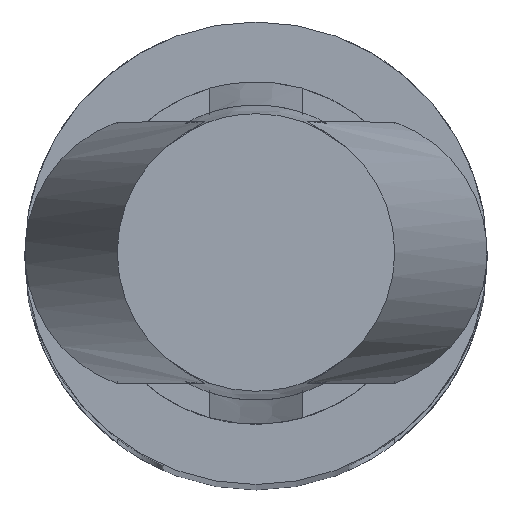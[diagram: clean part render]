
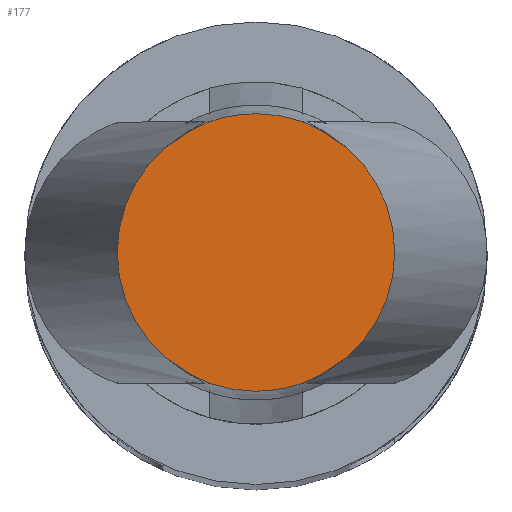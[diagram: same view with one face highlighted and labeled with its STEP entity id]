
A CAD part, top view. The second image highlights one B-rep face of the part: STEP entity #177.
In plain terms, the highlighted planar face has unit normal (0, 0, 1).
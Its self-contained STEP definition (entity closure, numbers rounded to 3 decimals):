
#177 = ADVANCED_FACE( '', ( #386 ), #387, .T. );
#386 = FACE_OUTER_BOUND( '', #665, .T. );
#387 = PLANE( '', #666 );
#665 = EDGE_LOOP( '', ( #1194, #1195, #1196, #1197, #1198, #1199, #1200, #1201 ) );
#666 = AXIS2_PLACEMENT_3D( '', #1202, #1203, #1204 );
#1194 = ORIENTED_EDGE( '', *, *, #1669, .F. );
#1195 = ORIENTED_EDGE( '', *, *, #1670, .T. );
#1196 = ORIENTED_EDGE( '', *, *, #1671, .F. );
#1197 = ORIENTED_EDGE( '', *, *, #1519, .F. );
#1198 = ORIENTED_EDGE( '', *, *, #1596, .F. );
#1199 = ORIENTED_EDGE( '', *, *, #1595, .T. );
#1200 = ORIENTED_EDGE( '', *, *, #1594, .F. );
#1201 = ORIENTED_EDGE( '', *, *, #1497, .T. );
#1202 = CARTESIAN_POINT( '', ( 0., 0., 21.9 ) );
#1203 = DIRECTION( '', ( 0., 0., 1. ) );
#1204 = DIRECTION( '', ( 1., 0., 0. ) );
#1497 = EDGE_CURVE( '', #1769, #1767, #1770, .F. );
#1519 = EDGE_CURVE( '', #1808, #1810, #1811, .T. );
#1594 = EDGE_CURVE( '', #1769, #1938, #1939, .T. );
#1595 = EDGE_CURVE( '', #1940, #1938, #1941, .T. );
#1596 = EDGE_CURVE( '', #1940, #1808, #1942, .T. );
#1669 = EDGE_CURVE( '', #2043, #1767, #2044, .T. );
#1670 = EDGE_CURVE( '', #2043, #2045, #2046, .T. );
#1671 = EDGE_CURVE( '', #1810, #2045, #2047, .T. );
#1767 = VERTEX_POINT( '', #2159 );
#1769 = VERTEX_POINT( '', #2167 );
#1770 = CIRCLE( '', #2168, 1.5 );
#1808 = VERTEX_POINT( '', #2233 );
#1810 = VERTEX_POINT( '', #2241 );
#1811 = CIRCLE( '', #2242, 1.5 );
#1938 = VERTEX_POINT( '', #2440 );
#1939 = CIRCLE( '', #2441, 1.5 );
#1940 = VERTEX_POINT( '', #2442 );
#1941 = B_SPLINE_CURVE_WITH_KNOTS( '', 2, ( #2443, #2444, #2445, #2446, #2447 ), .UNSPECIFIED., .F., .F., ( 3, 2, 3 ), ( 0., 0.5, 1. ), .UNSPECIFIED. );
#1942 = CIRCLE( '', #2448, 1.5 );
#2043 = VERTEX_POINT( '', #2629 );
#2044 = CIRCLE( '', #2630, 1.5 );
#2045 = VERTEX_POINT( '', #2631 );
#2046 = B_SPLINE_CURVE_WITH_KNOTS( '', 2, ( #2632, #2633, #2634, #2635, #2636 ), .UNSPECIFIED., .F., .F., ( 3, 2, 3 ), ( 0., 0.5, 1. ), .UNSPECIFIED. );
#2047 = CIRCLE( '', #2637, 1.5 );
#2159 = CARTESIAN_POINT( '', ( -0.525, -1.405, 21.9 ) );
#2167 = CARTESIAN_POINT( '', ( -0.525, 1.405, 21.9 ) );
#2168 = AXIS2_PLACEMENT_3D( '', #2773, #2774, #2775 );
#2233 = CARTESIAN_POINT( '', ( 0.525, 1.405, 21.9 ) );
#2241 = CARTESIAN_POINT( '', ( 0.525, -1.405, 21.9 ) );
#2242 = AXIS2_PLACEMENT_3D( '', #2799, #2800, #2801 );
#2440 = CARTESIAN_POINT( '', ( -0.5, 1.414, 21.9 ) );
#2441 = AXIS2_PLACEMENT_3D( '', #2888, #2889, #2890 );
#2442 = CARTESIAN_POINT( '', ( 0.5, 1.414, 21.9 ) );
#2443 = CARTESIAN_POINT( '', ( 0.5, 1.414, 21.9 ) );
#2444 = CARTESIAN_POINT( '', ( 0.258, 1.5, 21.9 ) );
#2445 = CARTESIAN_POINT( '', ( 0., 1.5, 21.9 ) );
#2446 = CARTESIAN_POINT( '', ( -0.257, 1.5, 21.9 ) );
#2447 = CARTESIAN_POINT( '', ( -0.5, 1.414, 21.9 ) );
#2448 = AXIS2_PLACEMENT_3D( '', #2891, #2892, #2893 );
#2629 = CARTESIAN_POINT( '', ( -0.5, -1.414, 21.9 ) );
#2630 = AXIS2_PLACEMENT_3D( '', #2966, #2967, #2968 );
#2631 = CARTESIAN_POINT( '', ( 0.5, -1.414, 21.9 ) );
#2632 = CARTESIAN_POINT( '', ( -0.5, -1.414, 21.9 ) );
#2633 = CARTESIAN_POINT( '', ( -0.258, -1.5, 21.9 ) );
#2634 = CARTESIAN_POINT( '', ( 0., -1.5, 21.9 ) );
#2635 = CARTESIAN_POINT( '', ( 0.257, -1.5, 21.9 ) );
#2636 = CARTESIAN_POINT( '', ( 0.5, -1.414, 21.9 ) );
#2637 = AXIS2_PLACEMENT_3D( '', #2969, #2970, #2971 );
#2773 = CARTESIAN_POINT( '', ( 0., 0., 21.9 ) );
#2774 = DIRECTION( '', ( 0., 0., -1. ) );
#2775 = DIRECTION( '', ( 1., 0., 0. ) );
#2799 = CARTESIAN_POINT( '', ( 0., 0., 21.9 ) );
#2800 = DIRECTION( '', ( 0., 0., -1. ) );
#2801 = DIRECTION( '', ( 0., 1., 0. ) );
#2888 = CARTESIAN_POINT( '', ( 0., 0., 21.9 ) );
#2889 = DIRECTION( '', ( 0., 0., -1. ) );
#2890 = DIRECTION( '', ( 0., 1., 0. ) );
#2891 = CARTESIAN_POINT( '', ( 0., 0., 21.9 ) );
#2892 = DIRECTION( '', ( 0., 0., -1. ) );
#2893 = DIRECTION( '', ( 0., 1., 0. ) );
#2966 = CARTESIAN_POINT( '', ( 0., 0., 21.9 ) );
#2967 = DIRECTION( '', ( 0., 0., -1. ) );
#2968 = DIRECTION( '', ( 0., 1., 0. ) );
#2969 = CARTESIAN_POINT( '', ( 0., 0., 21.9 ) );
#2970 = DIRECTION( '', ( 0., 0., -1. ) );
#2971 = DIRECTION( '', ( 0., 1., 0. ) );
